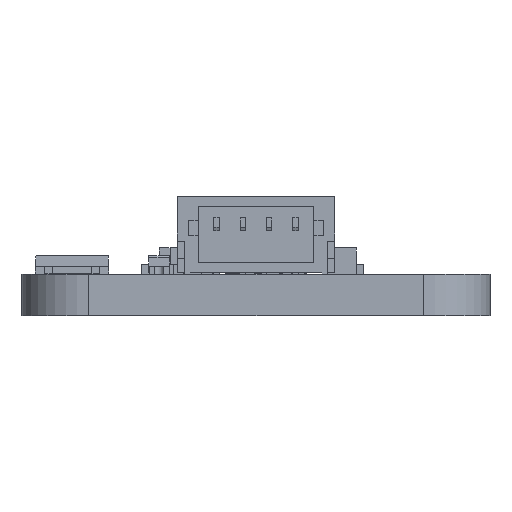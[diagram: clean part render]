
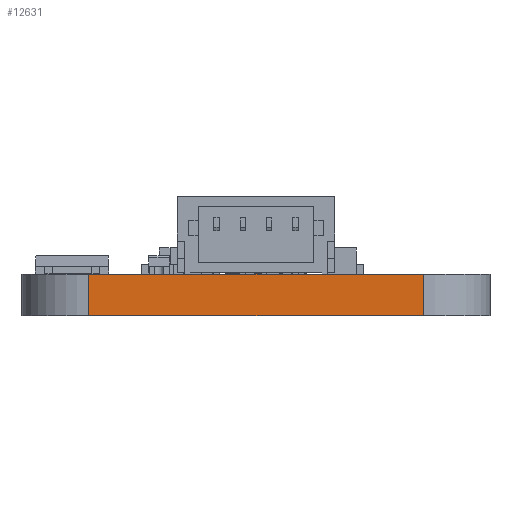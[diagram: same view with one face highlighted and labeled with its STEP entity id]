
A CAD part, left-side view. The second image highlights one B-rep face of the part: STEP entity #12631.
In plain terms, the highlighted planar face has unit normal (-1, 0, 0).
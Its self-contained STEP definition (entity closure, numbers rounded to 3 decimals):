
#208=PLANE('',#13531);
#827=FACE_OUTER_BOUND('',#1513,.T.);
#1513=EDGE_LOOP('',(#8679,#8680,#8681,#8682));
#2276=LINE('',#17966,#3853);
#2277=LINE('',#17969,#3854);
#2278=LINE('',#17971,#3855);
#2279=LINE('',#17972,#3856);
#3853=VECTOR('',#14597,10.);
#3854=VECTOR('',#14600,10.);
#3855=VECTOR('',#14601,10.);
#3856=VECTOR('',#14602,10.);
#5658=VERTEX_POINT('',#17962);
#5659=VERTEX_POINT('',#17964);
#5660=VERTEX_POINT('',#17968);
#5661=VERTEX_POINT('',#17970);
#6860=EDGE_CURVE('',#5658,#5659,#2276,.T.);
#6861=EDGE_CURVE('',#5660,#5658,#2277,.T.);
#6862=EDGE_CURVE('',#5661,#5659,#2278,.T.);
#6863=EDGE_CURVE('',#5660,#5661,#2279,.T.);
#8679=ORIENTED_EDGE('',*,*,#6861,.T.);
#8680=ORIENTED_EDGE('',*,*,#6860,.T.);
#8681=ORIENTED_EDGE('',*,*,#6862,.F.);
#8682=ORIENTED_EDGE('',*,*,#6863,.F.);
#12631=ADVANCED_FACE('',(#827),#208,.T.);
#13531=AXIS2_PLACEMENT_3D('',#17967,#14598,#14599);
#14597=DIRECTION('',(0.,0.,1.));
#14598=DIRECTION('center_axis',(-1.,0.,0.));
#14599=DIRECTION('ref_axis',(0.,-1.,0.));
#14600=DIRECTION('',(0.,-1.,0.));
#14601=DIRECTION('',(0.,-1.,0.));
#14602=DIRECTION('',(0.,0.,1.));
#17962=CARTESIAN_POINT('',(0.,2.54,0.));
#17964=CARTESIAN_POINT('',(0.,2.54,1.57));
#17966=CARTESIAN_POINT('',(0.,2.54,0.));
#17967=CARTESIAN_POINT('Origin',(0.,15.24,0.));
#17968=CARTESIAN_POINT('',(0.,15.24,0.));
#17969=CARTESIAN_POINT('',(0.,15.24,0.));
#17970=CARTESIAN_POINT('',(0.,15.24,1.57));
#17971=CARTESIAN_POINT('',(0.,15.24,1.57));
#17972=CARTESIAN_POINT('',(0.,15.24,0.));
